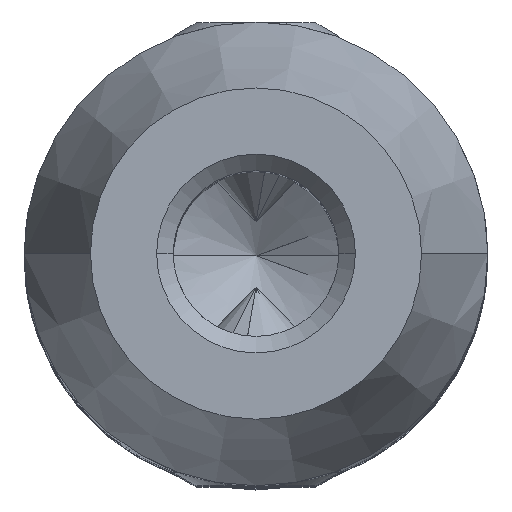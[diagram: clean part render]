
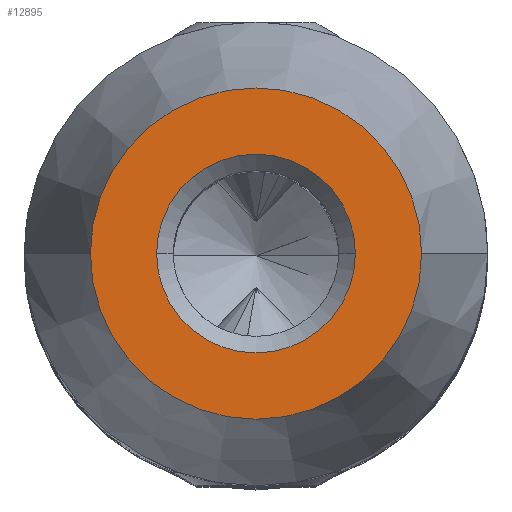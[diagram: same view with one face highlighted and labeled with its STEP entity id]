
A CAD part, top view. The second image highlights one B-rep face of the part: STEP entity #12895.
In plain terms, the highlighted planar face has unit normal (0, 0, 1).
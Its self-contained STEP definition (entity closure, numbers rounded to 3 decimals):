
#365 = FACE_BOUND ( 'NONE', #6305, .T. ) ;
#662 = EDGE_CURVE ( 'NONE', #9958, #3015, #784, .T. ) ;
#700 = AXIS2_PLACEMENT_3D ( 'NONE', #5543, #14788, #5601 ) ;
#784 = CIRCLE ( 'NONE', #4013, 3. ) ;
#1084 = FACE_OUTER_BOUND ( 'NONE', #3182, .T. ) ;
#1437 = CARTESIAN_POINT ( 'NONE',  ( 5., 0., 22. ) ) ;
#1677 = DIRECTION ( 'NONE',  ( 1., 0., 0. ) ) ;
#2558 = ORIENTED_EDGE ( 'NONE', *, *, #18443, .F. ) ;
#2980 = ORIENTED_EDGE ( 'NONE', *, *, #17424, .F. ) ;
#3015 = VERTEX_POINT ( 'NONE', #7071 ) ;
#3182 = EDGE_LOOP ( 'NONE', ( #2980, #2558 ) ) ;
#3202 = DIRECTION ( 'NONE',  ( 0., 0., 1. ) ) ;
#3454 = EDGE_CURVE ( 'NONE', #3015, #9958, #17585, .T. ) ;
#4013 = AXIS2_PLACEMENT_3D ( 'NONE', #16897, #15389, #1677 ) ;
#4398 = DIRECTION ( 'NONE',  ( 0., 0., -1. ) ) ;
#5543 = CARTESIAN_POINT ( 'NONE',  ( 0., 0., 22. ) ) ;
#5601 = DIRECTION ( 'NONE',  ( 1., 0., 0. ) ) ;
#5898 = PLANE ( 'NONE',  #17195 ) ;
#6021 = CARTESIAN_POINT ( 'NONE',  ( 0., 0., 22. ) ) ;
#6302 = CIRCLE ( 'NONE', #12746, 5. ) ;
#6305 = EDGE_LOOP ( 'NONE', ( #11019, #11420 ) ) ;
#6604 = AXIS2_PLACEMENT_3D ( 'NONE', #10560, #4398, #9023 ) ;
#7071 = CARTESIAN_POINT ( 'NONE',  ( -3., 0., 22. ) ) ;
#7392 = VERTEX_POINT ( 'NONE', #1437 ) ;
#8835 = CARTESIAN_POINT ( 'NONE',  ( 0., 0., 22. ) ) ;
#9023 = DIRECTION ( 'NONE',  ( -1., 0., 0. ) ) ;
#9958 = VERTEX_POINT ( 'NONE', #11949 ) ;
#10310 = DIRECTION ( 'NONE',  ( 0., 0., -1. ) ) ;
#10560 = CARTESIAN_POINT ( 'NONE',  ( 0., 0., 22. ) ) ;
#11019 = ORIENTED_EDGE ( 'NONE', *, *, #662, .T. ) ;
#11420 = ORIENTED_EDGE ( 'NONE', *, *, #3454, .T. ) ;
#11949 = CARTESIAN_POINT ( 'NONE',  ( 3., 0., 22. ) ) ;
#12197 = DIRECTION ( 'NONE',  ( 1., 0., 0. ) ) ;
#12746 = AXIS2_PLACEMENT_3D ( 'NONE', #8835, #10310, #15448 ) ;
#12895 = ADVANCED_FACE ( 'NONE', ( #1084, #365 ), #5898, .T. ) ;
#12906 = CARTESIAN_POINT ( 'NONE',  ( -5., 0., 22. ) ) ;
#14788 = DIRECTION ( 'NONE',  ( 0., 0., -1. ) ) ;
#15243 = VERTEX_POINT ( 'NONE', #12906 ) ;
#15389 = DIRECTION ( 'NONE',  ( 0., 0., -1. ) ) ;
#15448 = DIRECTION ( 'NONE',  ( -1., 0., 0. ) ) ;
#16199 = CIRCLE ( 'NONE', #6604, 5. ) ;
#16897 = CARTESIAN_POINT ( 'NONE',  ( 0., 0., 22. ) ) ;
#17195 = AXIS2_PLACEMENT_3D ( 'NONE', #6021, #3202, #12197 ) ;
#17424 = EDGE_CURVE ( 'NONE', #15243, #7392, #16199, .T. ) ;
#17585 = CIRCLE ( 'NONE', #700, 3. ) ;
#18443 = EDGE_CURVE ( 'NONE', #7392, #15243, #6302, .T. ) ;
